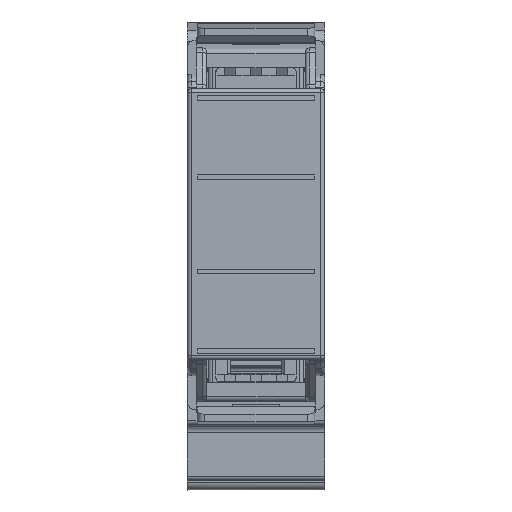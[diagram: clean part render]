
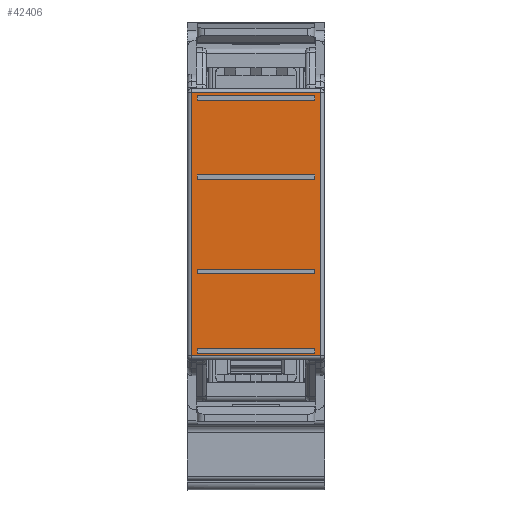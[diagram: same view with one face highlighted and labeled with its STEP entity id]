
A CAD part, top view. The second image highlights one B-rep face of the part: STEP entity #42406.
In plain terms, the highlighted planar face has unit normal (0, 0, 1).
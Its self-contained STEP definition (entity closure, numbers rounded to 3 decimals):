
#42374=AXIS2_PLACEMENT_3D('Plane Axis2P3D',#42371,#42372,#42373) ;
#36628=CARTESIAN_POINT('Vertex',(0.5,50.45,66.75)) ;
#36631=CARTESIAN_POINT('Line Origine',(17.5,50.45,66.75)) ;
#36635=CARTESIAN_POINT('Vertex',(17.,50.45,66.75)) ;
#39088=CARTESIAN_POINT('Vertex',(0.5,16.95,66.75)) ;
#39091=CARTESIAN_POINT('Line Origine',(0.5,50.95,66.75)) ;
#40155=CARTESIAN_POINT('Line Origine',(17.,50.95,66.75)) ;
#40159=CARTESIAN_POINT('Vertex',(17.,16.95,66.75)) ;
#41582=CARTESIAN_POINT('Line Origine',(17.5,16.95,66.75)) ;
#41599=CARTESIAN_POINT('Line Origine',(8.75,50.1,66.75)) ;
#41603=CARTESIAN_POINT('Vertex',(16.25,50.1,66.75)) ;
#41605=CARTESIAN_POINT('Vertex',(1.25,50.1,66.75)) ;
#41639=CARTESIAN_POINT('Line Origine',(16.25,49.8,66.75)) ;
#41643=CARTESIAN_POINT('Vertex',(16.25,49.5,66.75)) ;
#41670=CARTESIAN_POINT('Line Origine',(8.75,49.5,66.75)) ;
#41674=CARTESIAN_POINT('Vertex',(1.25,49.5,66.75)) ;
#41701=CARTESIAN_POINT('Line Origine',(1.25,49.8,66.75)) ;
#41723=CARTESIAN_POINT('Line Origine',(1.25,39.7,66.75)) ;
#41727=CARTESIAN_POINT('Vertex',(1.25,40.,66.75)) ;
#41729=CARTESIAN_POINT('Vertex',(1.25,39.4,66.75)) ;
#41763=CARTESIAN_POINT('Line Origine',(8.75,40.,66.75)) ;
#41767=CARTESIAN_POINT('Vertex',(16.25,40.,66.75)) ;
#41794=CARTESIAN_POINT('Line Origine',(16.25,39.7,66.75)) ;
#41798=CARTESIAN_POINT('Vertex',(16.25,39.4,66.75)) ;
#41825=CARTESIAN_POINT('Line Origine',(8.75,39.4,66.75)) ;
#41847=CARTESIAN_POINT('Line Origine',(16.25,27.7,66.75)) ;
#41851=CARTESIAN_POINT('Vertex',(16.25,27.4,66.75)) ;
#41853=CARTESIAN_POINT('Vertex',(16.25,28.,66.75)) ;
#41887=CARTESIAN_POINT('Line Origine',(8.75,27.4,66.75)) ;
#41891=CARTESIAN_POINT('Vertex',(1.25,27.4,66.75)) ;
#41918=CARTESIAN_POINT('Line Origine',(1.25,27.7,66.75)) ;
#41922=CARTESIAN_POINT('Vertex',(1.25,28.,66.75)) ;
#41949=CARTESIAN_POINT('Line Origine',(8.75,28.,66.75)) ;
#41971=CARTESIAN_POINT('Line Origine',(1.25,17.6,66.75)) ;
#41975=CARTESIAN_POINT('Vertex',(1.25,17.9,66.75)) ;
#41977=CARTESIAN_POINT('Vertex',(1.25,17.3,66.75)) ;
#42011=CARTESIAN_POINT('Line Origine',(8.75,17.9,66.75)) ;
#42015=CARTESIAN_POINT('Vertex',(16.25,17.9,66.75)) ;
#42042=CARTESIAN_POINT('Line Origine',(16.25,17.6,66.75)) ;
#42046=CARTESIAN_POINT('Vertex',(16.25,17.3,66.75)) ;
#42073=CARTESIAN_POINT('Line Origine',(8.75,17.3,66.75)) ;
#42371=CARTESIAN_POINT('Axis2P3D Location',(17.5,50.95,66.75)) ;
#36632=DIRECTION('Vector Direction',(1.,0.,0.)) ;
#39092=DIRECTION('Vector Direction',(0.,1.,0.)) ;
#40156=DIRECTION('Vector Direction',(0.,-1.,0.)) ;
#41583=DIRECTION('Vector Direction',(-1.,0.,0.)) ;
#41600=DIRECTION('Vector Direction',(-1.,0.,0.)) ;
#41640=DIRECTION('Vector Direction',(0.,1.,0.)) ;
#41671=DIRECTION('Vector Direction',(1.,0.,0.)) ;
#41702=DIRECTION('Vector Direction',(0.,-1.,0.)) ;
#41724=DIRECTION('Vector Direction',(0.,-1.,0.)) ;
#41764=DIRECTION('Vector Direction',(-1.,0.,0.)) ;
#41795=DIRECTION('Vector Direction',(0.,1.,0.)) ;
#41826=DIRECTION('Vector Direction',(1.,0.,0.)) ;
#41848=DIRECTION('Vector Direction',(0.,1.,0.)) ;
#41888=DIRECTION('Vector Direction',(1.,0.,0.)) ;
#41919=DIRECTION('Vector Direction',(0.,-1.,0.)) ;
#41950=DIRECTION('Vector Direction',(-1.,0.,0.)) ;
#41972=DIRECTION('Vector Direction',(0.,-1.,0.)) ;
#42012=DIRECTION('Vector Direction',(-1.,0.,0.)) ;
#42043=DIRECTION('Vector Direction',(0.,1.,0.)) ;
#42074=DIRECTION('Vector Direction',(1.,0.,0.)) ;
#42372=DIRECTION('Axis2P3D Direction',(0.,0.,1.)) ;
#42373=DIRECTION('Axis2P3D XDirection',(-1.,0.,0.)) ;
#36633=VECTOR('Line Direction',#36632,1.) ;
#39093=VECTOR('Line Direction',#39092,1.) ;
#40157=VECTOR('Line Direction',#40156,1.) ;
#41584=VECTOR('Line Direction',#41583,1.) ;
#41601=VECTOR('Line Direction',#41600,1.) ;
#41641=VECTOR('Line Direction',#41640,1.) ;
#41672=VECTOR('Line Direction',#41671,1.) ;
#41703=VECTOR('Line Direction',#41702,1.) ;
#41725=VECTOR('Line Direction',#41724,1.) ;
#41765=VECTOR('Line Direction',#41764,1.) ;
#41796=VECTOR('Line Direction',#41795,1.) ;
#41827=VECTOR('Line Direction',#41826,1.) ;
#41849=VECTOR('Line Direction',#41848,1.) ;
#41889=VECTOR('Line Direction',#41888,1.) ;
#41920=VECTOR('Line Direction',#41919,1.) ;
#41951=VECTOR('Line Direction',#41950,1.) ;
#41973=VECTOR('Line Direction',#41972,1.) ;
#42013=VECTOR('Line Direction',#42012,1.) ;
#42044=VECTOR('Line Direction',#42043,1.) ;
#42075=VECTOR('Line Direction',#42074,1.) ;
#42377=ORIENTED_EDGE('',*,*,#39095,.T.) ;
#42378=ORIENTED_EDGE('',*,*,#41586,.T.) ;
#42379=ORIENTED_EDGE('',*,*,#40161,.T.) ;
#42380=ORIENTED_EDGE('',*,*,#36637,.T.) ;
#42383=ORIENTED_EDGE('',*,*,#42077,.F.) ;
#42384=ORIENTED_EDGE('',*,*,#41979,.F.) ;
#42385=ORIENTED_EDGE('',*,*,#42017,.F.) ;
#42386=ORIENTED_EDGE('',*,*,#42048,.F.) ;
#42389=ORIENTED_EDGE('',*,*,#41953,.F.) ;
#42390=ORIENTED_EDGE('',*,*,#41855,.F.) ;
#42391=ORIENTED_EDGE('',*,*,#41893,.F.) ;
#42392=ORIENTED_EDGE('',*,*,#41924,.F.) ;
#42395=ORIENTED_EDGE('',*,*,#41829,.F.) ;
#42396=ORIENTED_EDGE('',*,*,#41731,.F.) ;
#42397=ORIENTED_EDGE('',*,*,#41769,.F.) ;
#42398=ORIENTED_EDGE('',*,*,#41800,.F.) ;
#42401=ORIENTED_EDGE('',*,*,#41705,.F.) ;
#42402=ORIENTED_EDGE('',*,*,#41607,.F.) ;
#42403=ORIENTED_EDGE('',*,*,#41645,.F.) ;
#42404=ORIENTED_EDGE('',*,*,#41676,.F.) ;
#42387=FACE_BOUND('',#42382,.T.) ;
#42393=FACE_BOUND('',#42388,.T.) ;
#42399=FACE_BOUND('',#42394,.T.) ;
#42405=FACE_BOUND('',#42400,.T.) ;
#42406=ADVANCED_FACE('8946990000\\NONE',(#42381,#42387,#42393,#42399,#42405),#42375,.T.) ;
#36637=EDGE_CURVE('',#36636,#36629,#36634,.F.) ;
#39095=EDGE_CURVE('',#36629,#39089,#39094,.F.) ;
#40161=EDGE_CURVE('',#40160,#36636,#40158,.F.) ;
#41586=EDGE_CURVE('',#39089,#40160,#41585,.F.) ;
#41607=EDGE_CURVE('',#41604,#41606,#41602,.T.) ;
#41645=EDGE_CURVE('',#41644,#41604,#41642,.T.) ;
#41676=EDGE_CURVE('',#41675,#41644,#41673,.T.) ;
#41705=EDGE_CURVE('',#41606,#41675,#41704,.T.) ;
#41731=EDGE_CURVE('',#41728,#41730,#41726,.T.) ;
#41769=EDGE_CURVE('',#41768,#41728,#41766,.T.) ;
#41800=EDGE_CURVE('',#41799,#41768,#41797,.T.) ;
#41829=EDGE_CURVE('',#41730,#41799,#41828,.T.) ;
#41855=EDGE_CURVE('',#41852,#41854,#41850,.T.) ;
#41893=EDGE_CURVE('',#41892,#41852,#41890,.T.) ;
#41924=EDGE_CURVE('',#41923,#41892,#41921,.T.) ;
#41953=EDGE_CURVE('',#41854,#41923,#41952,.T.) ;
#41979=EDGE_CURVE('',#41976,#41978,#41974,.T.) ;
#42017=EDGE_CURVE('',#42016,#41976,#42014,.T.) ;
#42048=EDGE_CURVE('',#42047,#42016,#42045,.T.) ;
#42077=EDGE_CURVE('',#41978,#42047,#42076,.T.) ;
#42376=EDGE_LOOP('',(#42377,#42378,#42379,#42380)) ;
#42382=EDGE_LOOP('',(#42383,#42384,#42385,#42386)) ;
#42388=EDGE_LOOP('',(#42389,#42390,#42391,#42392)) ;
#42394=EDGE_LOOP('',(#42395,#42396,#42397,#42398)) ;
#42400=EDGE_LOOP('',(#42401,#42402,#42403,#42404)) ;
#42381=FACE_OUTER_BOUND('',#42376,.T.) ;
#36634=LINE('Line',#36631,#36633) ;
#39094=LINE('Line',#39091,#39093) ;
#40158=LINE('Line',#40155,#40157) ;
#41585=LINE('Line',#41582,#41584) ;
#41602=LINE('Line',#41599,#41601) ;
#41642=LINE('Line',#41639,#41641) ;
#41673=LINE('Line',#41670,#41672) ;
#41704=LINE('Line',#41701,#41703) ;
#41726=LINE('Line',#41723,#41725) ;
#41766=LINE('Line',#41763,#41765) ;
#41797=LINE('Line',#41794,#41796) ;
#41828=LINE('Line',#41825,#41827) ;
#41850=LINE('Line',#41847,#41849) ;
#41890=LINE('Line',#41887,#41889) ;
#41921=LINE('Line',#41918,#41920) ;
#41952=LINE('Line',#41949,#41951) ;
#41974=LINE('Line',#41971,#41973) ;
#42014=LINE('Line',#42011,#42013) ;
#42045=LINE('Line',#42042,#42044) ;
#42076=LINE('Line',#42073,#42075) ;
#42375=PLANE('',#42374) ;
#36629=VERTEX_POINT('',#36628) ;
#36636=VERTEX_POINT('',#36635) ;
#39089=VERTEX_POINT('',#39088) ;
#40160=VERTEX_POINT('',#40159) ;
#41604=VERTEX_POINT('',#41603) ;
#41606=VERTEX_POINT('',#41605) ;
#41644=VERTEX_POINT('',#41643) ;
#41675=VERTEX_POINT('',#41674) ;
#41728=VERTEX_POINT('',#41727) ;
#41730=VERTEX_POINT('',#41729) ;
#41768=VERTEX_POINT('',#41767) ;
#41799=VERTEX_POINT('',#41798) ;
#41852=VERTEX_POINT('',#41851) ;
#41854=VERTEX_POINT('',#41853) ;
#41892=VERTEX_POINT('',#41891) ;
#41923=VERTEX_POINT('',#41922) ;
#41976=VERTEX_POINT('',#41975) ;
#41978=VERTEX_POINT('',#41977) ;
#42016=VERTEX_POINT('',#42015) ;
#42047=VERTEX_POINT('',#42046) ;
